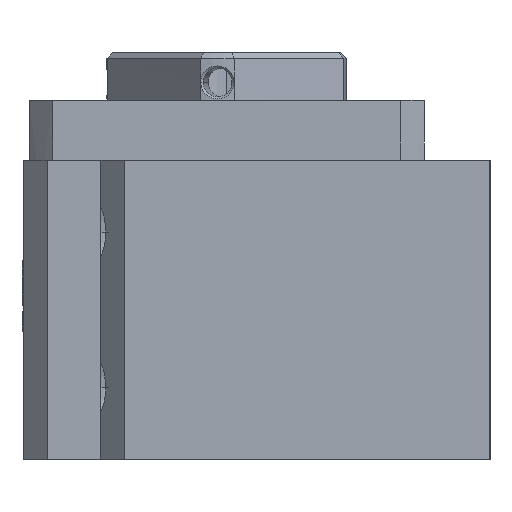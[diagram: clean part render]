
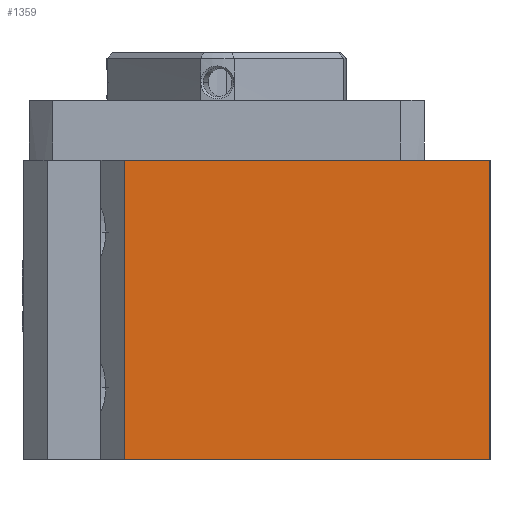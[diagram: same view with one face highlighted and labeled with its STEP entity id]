
A CAD part, left-side view. The second image highlights one B-rep face of the part: STEP entity #1359.
In plain terms, the highlighted planar face has unit normal (1, 0, 0).
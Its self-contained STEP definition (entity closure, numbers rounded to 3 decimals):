
#744 = EDGE_CURVE ( 'NONE', #12759, #29703, #30305, .T. ) ;
#1359 = ADVANCED_FACE ( 'NONE', ( #26878 ), #20992, .T. ) ;
#2797 = EDGE_CURVE ( 'NONE', #29703, #18745, #22929, .T. ) ;
#3602 = VECTOR ( 'NONE', #13787, 1000. ) ;
#5391 = CARTESIAN_POINT ( 'NONE',  ( -59.435, -9.18, 0. ) ) ;
#5506 = EDGE_LOOP ( 'NONE', ( #19596, #24155, #26541, #31465 ) ) ;
#6005 = VECTOR ( 'NONE', #7622, 1000. ) ;
#6585 = VERTEX_POINT ( 'NONE', #14149 ) ;
#6781 = CARTESIAN_POINT ( 'NONE',  ( -59.435, -20.18, 12.5 ) ) ;
#7622 = DIRECTION ( 'NONE',  ( 0., 0., -1. ) ) ;
#8797 = LINE ( 'NONE', #6781, #20115 ) ;
#11593 = CARTESIAN_POINT ( 'NONE',  ( -59.435, -39.68, -12.5 ) ) ;
#12440 = LINE ( 'NONE', #5391, #6005 ) ;
#12759 = VERTEX_POINT ( 'NONE', #25185 ) ;
#13787 = DIRECTION ( 'NONE',  ( 0., 1., 0. ) ) ;
#14149 = CARTESIAN_POINT ( 'NONE',  ( -59.435, -9.18, 12.5 ) ) ;
#15035 = AXIS2_PLACEMENT_3D ( 'NONE', #18779, #18891, #21215 ) ;
#15390 = CARTESIAN_POINT ( 'NONE',  ( -59.435, -9.18, -12.5 ) ) ;
#15941 = VECTOR ( 'NONE', #30559, 1000. ) ;
#18745 = VERTEX_POINT ( 'NONE', #15390 ) ;
#18779 = CARTESIAN_POINT ( 'NONE',  ( -59.435, -39.68, 12.5 ) ) ;
#18891 = DIRECTION ( 'NONE',  ( 1., 0., 0. ) ) ;
#19596 = ORIENTED_EDGE ( 'NONE', *, *, #27265, .F. ) ;
#20115 = VECTOR ( 'NONE', #23687, 1000. ) ;
#20310 = EDGE_CURVE ( 'NONE', #12759, #6585, #8797, .T. ) ;
#20992 = PLANE ( 'NONE',  #15035 ) ;
#21215 = DIRECTION ( 'NONE',  ( 0., 0., -1. ) ) ;
#22929 = LINE ( 'NONE', #30691, #3602 ) ;
#23687 = DIRECTION ( 'NONE',  ( 0., 1., 0. ) ) ;
#24155 = ORIENTED_EDGE ( 'NONE', *, *, #20310, .F. ) ;
#25185 = CARTESIAN_POINT ( 'NONE',  ( -59.435, -39.68, 12.5 ) ) ;
#26541 = ORIENTED_EDGE ( 'NONE', *, *, #744, .T. ) ;
#26878 = FACE_OUTER_BOUND ( 'NONE', #5506, .T. ) ;
#27265 = EDGE_CURVE ( 'NONE', #6585, #18745, #12440, .T. ) ;
#29703 = VERTEX_POINT ( 'NONE', #11593 ) ;
#30040 = CARTESIAN_POINT ( 'NONE',  ( -59.435, -39.68, 0. ) ) ;
#30305 = LINE ( 'NONE', #30040, #15941 ) ;
#30559 = DIRECTION ( 'NONE',  ( 0., 0., -1. ) ) ;
#30691 = CARTESIAN_POINT ( 'NONE',  ( -59.435, -20.18, -12.5 ) ) ;
#31465 = ORIENTED_EDGE ( 'NONE', *, *, #2797, .T. ) ;
